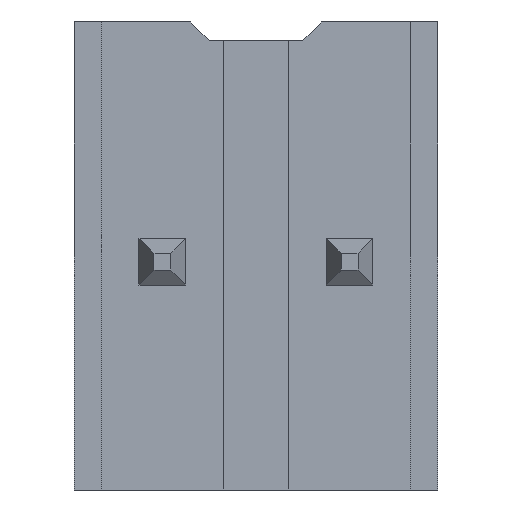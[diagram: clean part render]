
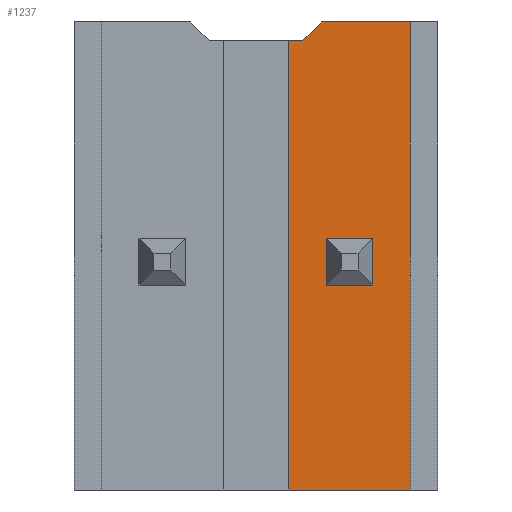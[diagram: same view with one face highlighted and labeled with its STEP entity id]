
A CAD part, front view. The second image highlights one B-rep face of the part: STEP entity #1237.
In plain terms, the highlighted planar face has unit normal (0, -1, 0).
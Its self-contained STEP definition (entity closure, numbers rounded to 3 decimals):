
#34=FACE_BOUND('',#116,.T.);
#43=FACE_OUTER_BOUND('',#115,.T.);
#115=EDGE_LOOP('',(#840,#841,#842,#843,#844,#845));
#116=EDGE_LOOP('',(#846,#847,#848,#849));
#196=LINE('',#1729,#369);
#208=LINE('',#1752,#381);
#209=LINE('',#1755,#382);
#210=LINE('',#1757,#383);
#211=LINE('',#1759,#384);
#212=LINE('',#1760,#385);
#213=LINE('',#1763,#386);
#214=LINE('',#1765,#387);
#215=LINE('',#1767,#388);
#216=LINE('',#1768,#389);
#369=VECTOR('',#1404,1.207);
#381=VECTOR('',#1420,0.359);
#382=VECTOR('',#1423,0.191);
#383=VECTOR('',#1424,6.096);
#384=VECTOR('',#1425,1.651);
#385=VECTOR('',#1426,6.35);
#386=VECTOR('',#1427,0.635);
#387=VECTOR('',#1428,0.635);
#388=VECTOR('',#1429,0.635);
#389=VECTOR('',#1430,0.635);
#542=VERTEX_POINT('',#1726);
#543=VERTEX_POINT('',#1728);
#552=VERTEX_POINT('',#1750);
#553=VERTEX_POINT('',#1754);
#554=VERTEX_POINT('',#1756);
#555=VERTEX_POINT('',#1758);
#556=VERTEX_POINT('',#1761);
#557=VERTEX_POINT('',#1762);
#558=VERTEX_POINT('',#1764);
#559=VERTEX_POINT('',#1766);
#652=EDGE_CURVE('',#543,#542,#196,.T.);
#664=EDGE_CURVE('',#542,#552,#208,.T.);
#665=EDGE_CURVE('',#553,#552,#209,.T.);
#666=EDGE_CURVE('',#553,#554,#210,.T.);
#667=EDGE_CURVE('',#555,#554,#211,.T.);
#668=EDGE_CURVE('',#543,#555,#212,.T.);
#669=EDGE_CURVE('',#556,#557,#213,.T.);
#670=EDGE_CURVE('',#556,#558,#214,.T.);
#671=EDGE_CURVE('',#558,#559,#215,.T.);
#672=EDGE_CURVE('',#557,#559,#216,.T.);
#840=ORIENTED_EDGE('',*,*,#665,.F.);
#841=ORIENTED_EDGE('',*,*,#666,.T.);
#842=ORIENTED_EDGE('',*,*,#667,.F.);
#843=ORIENTED_EDGE('',*,*,#668,.F.);
#844=ORIENTED_EDGE('',*,*,#652,.T.);
#845=ORIENTED_EDGE('',*,*,#664,.T.);
#846=ORIENTED_EDGE('',*,*,#669,.F.);
#847=ORIENTED_EDGE('',*,*,#670,.T.);
#848=ORIENTED_EDGE('',*,*,#671,.T.);
#849=ORIENTED_EDGE('',*,*,#672,.F.);
#1166=PLANE('',#1322);
#1237=ADVANCED_FACE('',(#43,#34),#1166,.F.);
#1322=AXIS2_PLACEMENT_3D('',#1753,#1421,#1422);
#1404=DIRECTION('',(-1.,0.,0.));
#1420=DIRECTION('',(-0.707,0.,-0.707));
#1421=DIRECTION('center_axis',(0.,1.,0.));
#1422=DIRECTION('ref_axis',(-1.,0.,0.));
#1423=DIRECTION('',(1.,0.,0.));
#1424=DIRECTION('',(0.,0.,-1.));
#1425=DIRECTION('',(-1.,0.,0.));
#1426=DIRECTION('',(0.,0.,-1.));
#1427=DIRECTION('',(0.,0.,1.));
#1428=DIRECTION('',(-1.,0.,0.));
#1429=DIRECTION('',(0.,0.,1.));
#1430=DIRECTION('',(-1.,0.,0.));
#1726=CARTESIAN_POINT('',(0.889,-0.953,3.251));
#1728=CARTESIAN_POINT('',(2.096,-0.953,3.251));
#1729=CARTESIAN_POINT('',(2.096,-0.953,3.251));
#1750=CARTESIAN_POINT('',(0.635,-0.953,2.997));
#1752=CARTESIAN_POINT('',(0.889,-0.953,3.251));
#1753=CARTESIAN_POINT('Origin',(2.096,-0.953,3.251));
#1754=CARTESIAN_POINT('',(0.445,-0.953,2.997));
#1755=CARTESIAN_POINT('',(0.445,-0.953,2.997));
#1756=CARTESIAN_POINT('',(0.445,-0.953,-3.099));
#1757=CARTESIAN_POINT('',(0.445,-0.953,2.997));
#1758=CARTESIAN_POINT('',(2.096,-0.953,-3.099));
#1759=CARTESIAN_POINT('',(2.096,-0.953,-3.099));
#1760=CARTESIAN_POINT('',(2.096,-0.953,3.251));
#1761=CARTESIAN_POINT('',(1.588,-0.953,-0.318));
#1762=CARTESIAN_POINT('',(1.588,-0.953,0.318));
#1763=CARTESIAN_POINT('',(1.588,-0.953,-0.318));
#1764=CARTESIAN_POINT('',(0.953,-0.953,-0.318));
#1765=CARTESIAN_POINT('',(1.588,-0.953,-0.318));
#1766=CARTESIAN_POINT('',(0.953,-0.953,0.318));
#1767=CARTESIAN_POINT('',(0.953,-0.953,-0.318));
#1768=CARTESIAN_POINT('',(1.588,-0.953,0.318));
